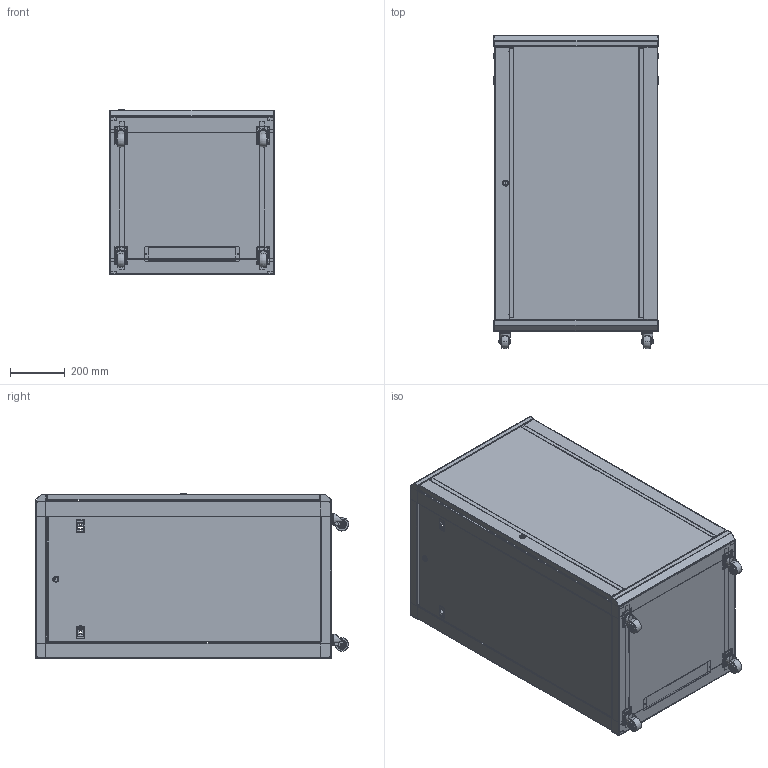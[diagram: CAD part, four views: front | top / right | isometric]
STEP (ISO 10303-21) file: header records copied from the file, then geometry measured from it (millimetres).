
FILE_DESCRIPTION (( 'STEP AP214' ), '1' );
FILE_NAME ('LC-SMA6622_3D.step', '2024-08-30T21:10:14', ( '' ), ( '' ), 'SwSTEP 2.0', 'SolidWorks 2022', '' );
FILE_SCHEMA (( 'AUTOMOTIVE_DESIGN' ));
Length unit declared in the file: millimetre
Products named in the file (38): Frame Assy^LC-SMA6622; nut, lock^door lock_Side Pnl Assy_LC-SMA6622; Side Pnl Assy^LC-SMA6622; Wall Mtg Pl^LC-SMA6622; screw, Lock^door lock_door assy_LC-SMA6622; cylinder, lock^door lock_door assy_LC-SMA6622; vt member^Frame Assy_LC-SMA6622; screw, Lock^door lock_Side Pnl Assy_LC-SMA6622; Hz Beam^LC-SMA6622; CART-SMART CASTER^LC-SMA6622; top cover assy^LC-SMA6622; side pnl^Side Pnl Assy_LC-SMA6622; base pnl assy^LC-SMA6622; door lock^Side Pnl Assy_LC-SMA6622; cable mgmt plate^base pnl assy_LC-SMA6622; pnl latch^Side Pnl Assy_LC-SMA6622; cable mgmt plate^top cover assy_LC-SMA6622; door lock^door assy_LC-SMA6622; door assy^LC-SMA6622; Top Cover 600 mm^top cover assy_LC-SMA6622; latch, lock^door lock_door assy_LC-SMA6622; Vt Mtg Rails^LC-SMA6622; int lock-wshr, lock^door lock_Side Pnl Assy_LC-SMA6622; base 600 mm^base pnl assy_LC-SMA6622; Back Pl^LC-SMA6622; door frame w lock^door assy_LC-SMA6622; cylinder, lock^door lock_Side Pnl Assy_LC-SMA6622; Fr Door Washer^LC-SMA6622; wshr, lock^door lock_Side Pnl Assy_LC-SMA6622; LC-SMA6622_3D; L Brkt^LC-SMA6622; wshr, lock^door lock_door assy_LC-SMA6622; latch, lock^door lock_Side Pnl Assy_LC-SMA6622; door frame^door assy_LC-SMA6622; hz member^Frame Assy_LC-SMA6622; glass pnl^door assy_LC-SMA6622; int lock-wshr, lock^door lock_door assy_LC-SMA6622; nut, lock^door lock_door assy_LC-SMA6622
Assembly tree (52 placements, depth 4):
  LC-SMA6622_3D
    CART-SMART CASTER^LC-SMA6622  x4
    base pnl assy^LC-SMA6622
      base 600 mm^base pnl assy_LC-SMA6622
      cable mgmt plate^base pnl assy_LC-SMA6622
    Vt Mtg Rails^LC-SMA6622  x4
    L Brkt^LC-SMA6622  x2
    Hz Beam^LC-SMA6622  x4
    Frame Assy^LC-SMA6622  x2
      hz member^Frame Assy_LC-SMA6622
      vt member^Frame Assy_LC-SMA6622
    Back Pl^LC-SMA6622
    Wall Mtg Pl^LC-SMA6622
    Side Pnl Assy^LC-SMA6622  x2
      side pnl^Side Pnl Assy_LC-SMA6622
      pnl latch^Side Pnl Assy_LC-SMA6622
      door lock^Side Pnl Assy_LC-SMA6622
        cylinder, lock^door lock_Side Pnl Assy_LC-SMA6622
        latch, lock^door lock_Side Pnl Assy_LC-SMA6622
        nut, lock^door lock_Side Pnl Assy_LC-SMA6622
        wshr, lock^door lock_Side Pnl Assy_LC-SMA6622
        int lock-wshr, lock^door lock_Side Pnl Assy_LC-SMA6622
        screw, Lock^door lock_Side Pnl Assy_LC-SMA6622
    Fr Door Washer^LC-SMA6622
    door assy^LC-SMA6622
      glass pnl^door assy_LC-SMA6622
      door frame w lock^door assy_LC-SMA6622
      door frame^door assy_LC-SMA6622
      door lock^door assy_LC-SMA6622
        cylinder, lock^door lock_door assy_LC-SMA6622
        latch, lock^door lock_door assy_LC-SMA6622
        nut, lock^door lock_door assy_LC-SMA6622
        wshr, lock^door lock_door assy_LC-SMA6622
        int lock-wshr, lock^door lock_door assy_LC-SMA6622
        screw, Lock^door lock_door assy_LC-SMA6622
    top cover assy^LC-SMA6622
      Top Cover 600 mm^top cover assy_LC-SMA6622
      cable mgmt plate^top cover assy_LC-SMA6622
Bounding box: 604 x 1144.76 x 605.44 mm (x, y, z)
Volume: 4922114.8 mm3; surface area: 9086221.1 mm2
Topology: 53 solids, 63 shells, 5803 faces, 16584 edges, 10892 vertices
Faces by surface type: plane 4171, cylinder 1326, bspline 164, cone 134, torus 8
Entity records: 93079 total; most frequent: CARTESIAN_POINT 18942, ORIENTED_EDGE 13276, DIRECTION 12655, EDGE_CURVE 6660, VECTOR 4781, LINE 4781, VERTEX_POINT 4367, AXIS2_PLACEMENT_3D 3937
